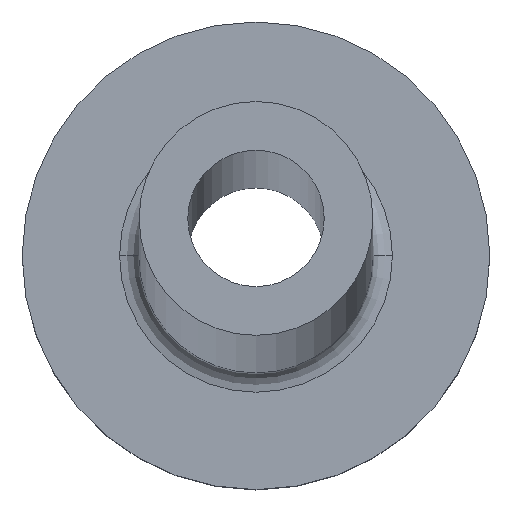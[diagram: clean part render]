
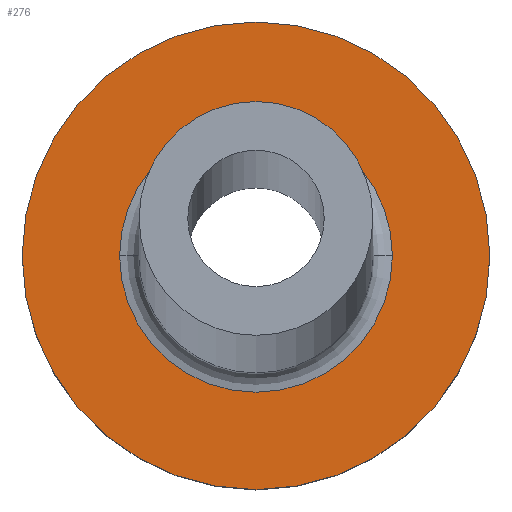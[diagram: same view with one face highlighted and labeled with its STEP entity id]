
A CAD part, top view. The second image highlights one B-rep face of the part: STEP entity #276.
In plain terms, the highlighted planar face has unit normal (0, 0, 1).
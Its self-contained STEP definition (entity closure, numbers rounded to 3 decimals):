
#15 = EDGE_LOOP ( 'NONE', ( #257, #54 ) ) ;
#38 = AXIS2_PLACEMENT_3D ( 'NONE', #250, #40, #367 ) ;
#39 = DIRECTION ( 'NONE',  ( 0., 0., -1. ) ) ;
#40 = DIRECTION ( 'NONE',  ( 0., 0., 1. ) ) ;
#46 = VERTEX_POINT ( 'NONE', #259 ) ;
#47 = ORIENTED_EDGE ( 'NONE', *, *, #80, .T. ) ;
#49 = CIRCLE ( 'NONE', #180, 3.5 ) ;
#54 = ORIENTED_EDGE ( 'NONE', *, *, #281, .T. ) ;
#80 = EDGE_CURVE ( 'NONE', #370, #251, #345, .T. ) ;
#83 = EDGE_LOOP ( 'NONE', ( #225, #47 ) ) ;
#96 = CARTESIAN_POINT ( 'NONE',  ( 3.5, 0., 5. ) ) ;
#114 = CARTESIAN_POINT ( 'NONE',  ( 0., 0., 5. ) ) ;
#117 = DIRECTION ( 'NONE',  ( 1., 0., 0. ) ) ;
#130 = CARTESIAN_POINT ( 'NONE',  ( 0., 0., 5. ) ) ;
#139 = CARTESIAN_POINT ( 'NONE',  ( 6., 0., 5. ) ) ;
#153 = FACE_BOUND ( 'NONE', #15, .T. ) ;
#180 = AXIS2_PLACEMENT_3D ( 'NONE', #185, #39, #245 ) ;
#185 = CARTESIAN_POINT ( 'NONE',  ( 0., 0., 5. ) ) ;
#194 = VERTEX_POINT ( 'NONE', #96 ) ;
#196 = DIRECTION ( 'NONE',  ( 1., 0., 0. ) ) ;
#198 = CARTESIAN_POINT ( 'NONE',  ( 0., 0., 5. ) ) ;
#201 = DIRECTION ( 'NONE',  ( 0., 0., -1. ) ) ;
#210 = AXIS2_PLACEMENT_3D ( 'NONE', #130, #244, #359 ) ;
#225 = ORIENTED_EDGE ( 'NONE', *, *, #320, .T. ) ;
#234 = DIRECTION ( 'NONE',  ( 0., 0., 1. ) ) ;
#242 = CIRCLE ( 'NONE', #38, 6. ) ;
#244 = DIRECTION ( 'NONE',  ( 0., 0., 1. ) ) ;
#245 = DIRECTION ( 'NONE',  ( 1., 0., 0. ) ) ;
#248 = AXIS2_PLACEMENT_3D ( 'NONE', #198, #201, #196 ) ;
#250 = CARTESIAN_POINT ( 'NONE',  ( 0., 0., 5. ) ) ;
#251 = VERTEX_POINT ( 'NONE', #297 ) ;
#257 = ORIENTED_EDGE ( 'NONE', *, *, #374, .T. ) ;
#259 = CARTESIAN_POINT ( 'NONE',  ( -3.5, 0., 5. ) ) ;
#271 = FACE_OUTER_BOUND ( 'NONE', #83, .T. ) ;
#276 = ADVANCED_FACE ( 'NONE', ( #153, #271 ), #354, .T. ) ;
#278 = AXIS2_PLACEMENT_3D ( 'NONE', #114, #234, #117 ) ;
#281 = EDGE_CURVE ( 'NONE', #46, #194, #49, .T. ) ;
#297 = CARTESIAN_POINT ( 'NONE',  ( -6., 0., 5. ) ) ;
#320 = EDGE_CURVE ( 'NONE', #251, #370, #242, .T. ) ;
#345 = CIRCLE ( 'NONE', #278, 6. ) ;
#352 = CIRCLE ( 'NONE', #248, 3.5 ) ;
#354 = PLANE ( 'NONE',  #210 ) ;
#359 = DIRECTION ( 'NONE',  ( 1., 0., 0. ) ) ;
#367 = DIRECTION ( 'NONE',  ( 1., 0., 0. ) ) ;
#370 = VERTEX_POINT ( 'NONE', #139 ) ;
#374 = EDGE_CURVE ( 'NONE', #194, #46, #352, .T. ) ;
